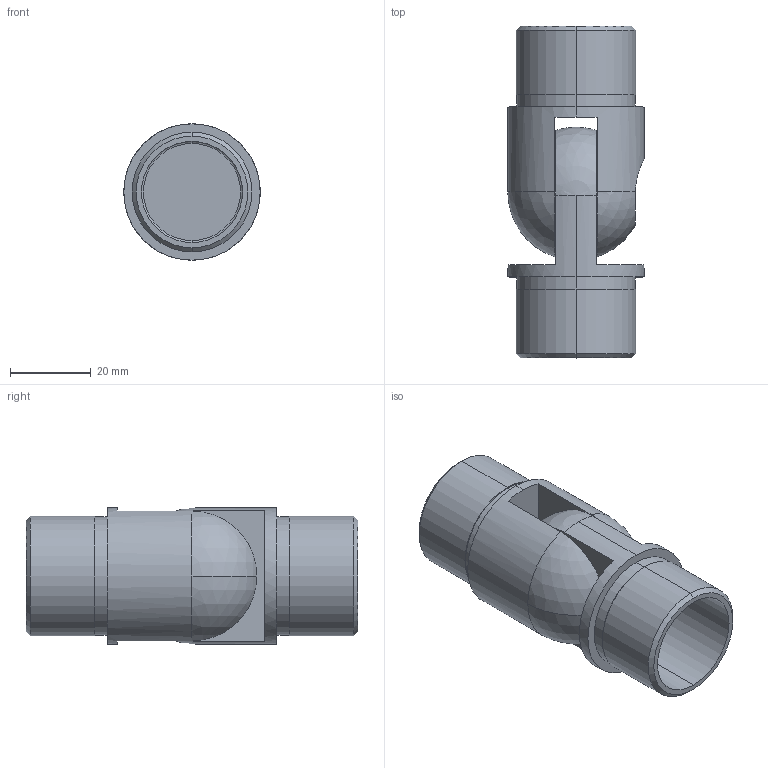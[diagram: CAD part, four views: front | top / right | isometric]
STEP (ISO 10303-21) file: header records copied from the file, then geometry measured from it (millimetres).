
FILE_DESCRIPTION (( 'STEP AP203' ), '1' );
FILE_NAME ('A_0302-233.STEP', '2021-06-08T12:48:56', ( '' ), ( '' ), 'SwSTEP 2.0', 'SolidWorks 2019', '' );
FILE_SCHEMA (( 'CONFIG_CONTROL_DESIGN' ));
Length unit declared in the file: millimetre
Products named in the file (4): A_0302-233; A_0302-233.P1; A_0302-233.P2; Skrutka DIN 7991_Skrutka M 8x 20 
Assembly tree (3 placements, depth 2):
  A_0302-233
    A_0302-233.P1
    A_0302-233.P2
    Skrutka DIN 7991_Skrutka M 8x 20 
Bounding box: 33.7 x 82 x 33.7 mm (x, y, z)
Volume: 36379.3 mm3; surface area: 19111.3 mm2
Topology: 3 solids, 3 shells, 85 faces, 189 edges, 116 vertices
Faces by surface type: cylinder 28, plane 25, cone 14, sphere 10, torus 8
Entity records: 2836 total; most frequent: DIRECTION 482, CARTESIAN_POINT 443, ORIENTED_EDGE 374, AXIS2_PLACEMENT_3D 205, EDGE_CURVE 187, VERTEX_POINT 116, CIRCLE 114, EDGE_LOOP 97
